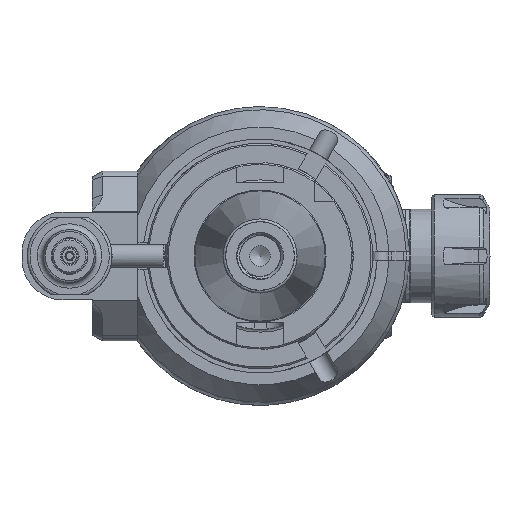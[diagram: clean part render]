
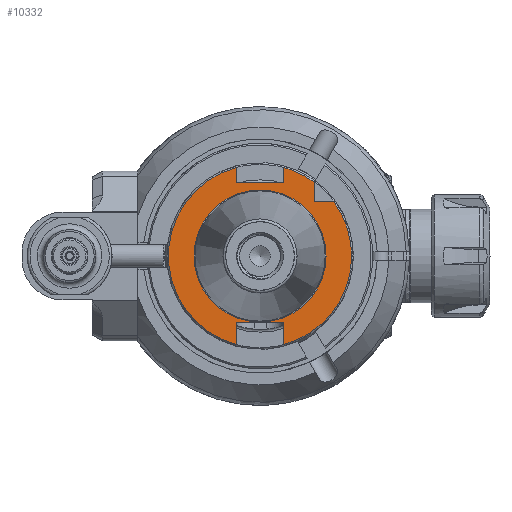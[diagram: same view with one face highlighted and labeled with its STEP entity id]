
A CAD part, left-side view. The second image highlights one B-rep face of the part: STEP entity #10332.
In plain terms, the highlighted planar face has unit normal (-1, 0, 0).
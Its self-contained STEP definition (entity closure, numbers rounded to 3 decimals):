
#174=FACE_BOUND('',#1674,.T.);
#508=PLANE('',#11174);
#1010=FACE_OUTER_BOUND('',#1673,.T.);
#1673=EDGE_LOOP('',(#7853,#7854,#7855,#7856,#7857,#7858,#7859,#7860,#7861,
#7862,#7863));
#1674=EDGE_LOOP('',(#7864));
#2290=CIRCLE('',#11172,31.275);
#2292=CIRCLE('',#11175,31.275);
#2293=CIRCLE('',#11176,31.275);
#2294=CIRCLE('',#11177,22.525);
#3111=LINE('',#46074,#3769);
#3112=LINE('',#46076,#3770);
#3113=LINE('',#46078,#3771);
#3114=LINE('',#46082,#3772);
#3115=LINE('',#46083,#3773);
#3116=LINE('',#46085,#3774);
#3117=LINE('',#46087,#3775);
#3118=LINE('',#46088,#3776);
#3769=VECTOR('',#12919,7.421);
#3770=VECTOR('',#12920,16.1);
#3771=VECTOR('',#12921,7.421);
#3772=VECTOR('',#12924,6.717);
#3773=VECTOR('',#12925,6.717);
#3774=VECTOR('',#12926,5.221);
#3775=VECTOR('',#12927,16.1);
#3776=VECTOR('',#12928,5.221);
#4516=VERTEX_POINT('',#46055);
#4517=VERTEX_POINT('',#46056);
#4518=VERTEX_POINT('',#46070);
#4519=VERTEX_POINT('',#46071);
#4520=VERTEX_POINT('',#46073);
#4521=VERTEX_POINT('',#46075);
#4522=VERTEX_POINT('',#46077);
#4523=VERTEX_POINT('',#46079);
#4524=VERTEX_POINT('',#46081);
#4525=VERTEX_POINT('',#46084);
#4526=VERTEX_POINT('',#46086);
#4527=VERTEX_POINT('',#46089);
#5736=EDGE_CURVE('',#4516,#4517,#2290,.T.);
#5739=EDGE_CURVE('',#4518,#4519,#2292,.T.);
#5740=EDGE_CURVE('',#4519,#4520,#3111,.T.);
#5741=EDGE_CURVE('',#4520,#4521,#3112,.T.);
#5742=EDGE_CURVE('',#4521,#4522,#3113,.T.);
#5743=EDGE_CURVE('',#4522,#4523,#2293,.T.);
#5744=EDGE_CURVE('',#4523,#4524,#3114,.T.);
#5745=EDGE_CURVE('',#4524,#4516,#3115,.T.);
#5746=EDGE_CURVE('',#4517,#4525,#3116,.T.);
#5747=EDGE_CURVE('',#4525,#4526,#3117,.T.);
#5748=EDGE_CURVE('',#4526,#4518,#3118,.T.);
#5749=EDGE_CURVE('',#4527,#4527,#2294,.T.);
#7853=ORIENTED_EDGE('',*,*,#5739,.T.);
#7854=ORIENTED_EDGE('',*,*,#5740,.T.);
#7855=ORIENTED_EDGE('',*,*,#5741,.T.);
#7856=ORIENTED_EDGE('',*,*,#5742,.T.);
#7857=ORIENTED_EDGE('',*,*,#5743,.T.);
#7858=ORIENTED_EDGE('',*,*,#5744,.T.);
#7859=ORIENTED_EDGE('',*,*,#5745,.T.);
#7860=ORIENTED_EDGE('',*,*,#5736,.T.);
#7861=ORIENTED_EDGE('',*,*,#5746,.T.);
#7862=ORIENTED_EDGE('',*,*,#5747,.T.);
#7863=ORIENTED_EDGE('',*,*,#5748,.T.);
#7864=ORIENTED_EDGE('',*,*,#5749,.T.);
#10332=ADVANCED_FACE('',(#1010,#174),#508,.T.);
#11172=AXIS2_PLACEMENT_3D('',#46057,#12911,#12912);
#11174=AXIS2_PLACEMENT_3D('',#46069,#12915,#12916);
#11175=AXIS2_PLACEMENT_3D('',#46072,#12917,#12918);
#11176=AXIS2_PLACEMENT_3D('',#46080,#12922,#12923);
#11177=AXIS2_PLACEMENT_3D('',#46090,#12929,#12930);
#12911=DIRECTION('center_axis',(-1.,0.,0.));
#12912=DIRECTION('ref_axis',(0.,-0.592,0.806));
#12915=DIRECTION('center_axis',(-1.,0.,0.));
#12916=DIRECTION('ref_axis',(0.,-1.,0.));
#12917=DIRECTION('center_axis',(-1.,0.,0.));
#12918=DIRECTION('ref_axis',(0.,0.257,0.966));
#12919=DIRECTION('',(0.,0.,1.));
#12920=DIRECTION('',(0.,-1.,0.));
#12921=DIRECTION('',(0.,0.,-1.));
#12922=DIRECTION('center_axis',(-1.,0.,0.));
#12923=DIRECTION('ref_axis',(0.,-0.257,-0.966));
#12924=DIRECTION('',(0.,1.,0.));
#12925=DIRECTION('',(0.,0.,1.));
#12926=DIRECTION('',(0.,0.,-1.));
#12927=DIRECTION('',(0.,1.,0.));
#12928=DIRECTION('',(0.,0.,1.));
#12929=DIRECTION('center_axis',(1.,0.,0.));
#12930=DIRECTION('ref_axis',(0.,-1.,0.));
#46055=CARTESIAN_POINT('',(-82.8,-18.5,25.217));
#46056=CARTESIAN_POINT('',(-82.8,-8.05,30.221));
#46057=CARTESIAN_POINT('Origin',(-82.8,0.,0.));
#46069=CARTESIAN_POINT('Origin',(-82.8,0.,0.));
#46070=CARTESIAN_POINT('',(-82.8,8.05,30.221));
#46071=CARTESIAN_POINT('',(-82.8,8.05,-30.221));
#46072=CARTESIAN_POINT('Origin',(-82.8,0.,0.));
#46073=CARTESIAN_POINT('',(-82.8,8.05,-22.8));
#46074=CARTESIAN_POINT('',(-82.8,8.05,-30.221));
#46075=CARTESIAN_POINT('',(-82.8,-8.05,-22.8));
#46076=CARTESIAN_POINT('',(-82.8,8.05,-22.8));
#46077=CARTESIAN_POINT('',(-82.8,-8.05,-30.221));
#46078=CARTESIAN_POINT('',(-82.8,-8.05,-22.8));
#46079=CARTESIAN_POINT('',(-82.8,-25.217,18.5));
#46080=CARTESIAN_POINT('Origin',(-82.8,0.,0.));
#46081=CARTESIAN_POINT('',(-82.8,-18.5,18.5));
#46082=CARTESIAN_POINT('',(-82.8,-25.217,18.5));
#46083=CARTESIAN_POINT('',(-82.8,-18.5,18.5));
#46084=CARTESIAN_POINT('',(-82.8,-8.05,25.));
#46085=CARTESIAN_POINT('',(-82.8,-8.05,30.221));
#46086=CARTESIAN_POINT('',(-82.8,8.05,25.));
#46087=CARTESIAN_POINT('',(-82.8,-8.05,25.));
#46088=CARTESIAN_POINT('',(-82.8,8.05,25.));
#46089=CARTESIAN_POINT('',(-82.8,-22.525,0.));
#46090=CARTESIAN_POINT('Origin',(-82.8,0.,0.));
